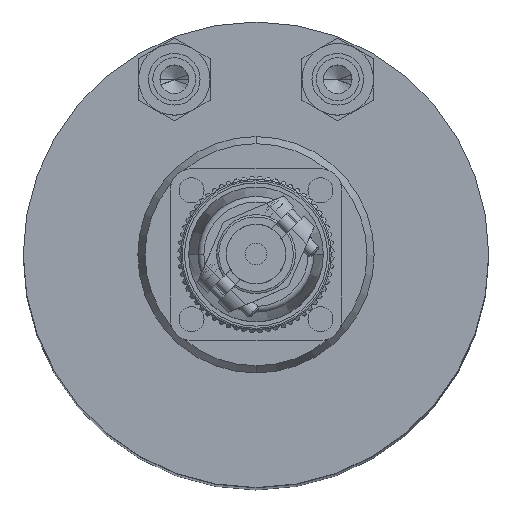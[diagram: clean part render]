
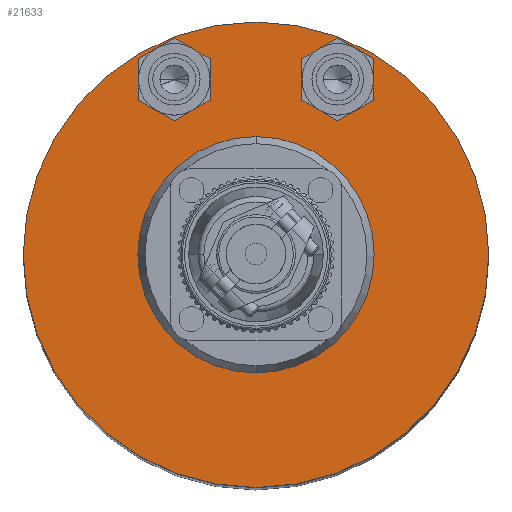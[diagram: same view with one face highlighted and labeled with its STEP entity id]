
A CAD part, top view. The second image highlights one B-rep face of the part: STEP entity #21633.
In plain terms, the highlighted planar face has unit normal (0, 0, 1).
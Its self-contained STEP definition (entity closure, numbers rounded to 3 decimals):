
#52 = DIRECTION ( 'NONE',  ( 1., 0., 0. ) ) ;
#511 = CIRCLE ( 'NONE', #35941, 3.4 ) ;
#782 = CARTESIAN_POINT ( 'NONE',  ( 8.011, 24.47, 26. ) ) ;
#986 = FACE_BOUND ( 'NONE', #24555, .T. ) ;
#1505 = AXIS2_PLACEMENT_3D ( 'NONE', #21963, #33261, #30611 ) ;
#1912 = ORIENTED_EDGE ( 'NONE', *, *, #26139, .T. ) ;
#1955 = EDGE_LOOP ( 'NONE', ( #17178, #20143 ) ) ;
#2062 = DIRECTION ( 'NONE',  ( 0., 0., -1. ) ) ;
#2401 = DIRECTION ( 'NONE',  ( 1., 0., 0. ) ) ;
#2991 = VERTEX_POINT ( 'NONE', #26787 ) ;
#3144 = EDGE_CURVE ( 'NONE', #25818, #14759, #24802, .T. ) ;
#3633 = DIRECTION ( 'NONE',  ( 0., 0., 1. ) ) ;
#4524 = CARTESIAN_POINT ( 'NONE',  ( -8.011, 24.47, 26. ) ) ;
#5143 = DIRECTION ( 'NONE',  ( 0., 0., 1. ) ) ;
#5150 = AXIS2_PLACEMENT_3D ( 'NONE', #11015, #5143, #13572 ) ;
#5581 = CARTESIAN_POINT ( 'NONE',  ( 11.411, 24.47, 26. ) ) ;
#6529 = VERTEX_POINT ( 'NONE', #12121 ) ;
#6707 = VERTEX_POINT ( 'NONE', #782 ) ;
#6860 = CIRCLE ( 'NONE', #23793, 32.5 ) ;
#8480 = FACE_BOUND ( 'NONE', #20669, .T. ) ;
#8570 = CIRCLE ( 'NONE', #9701, 3.4 ) ;
#9522 = DIRECTION ( 'NONE',  ( 0., 0., -1. ) ) ;
#9701 = AXIS2_PLACEMENT_3D ( 'NONE', #5581, #24761, #2401 ) ;
#9758 = EDGE_CURVE ( 'NONE', #13632, #6529, #13138, .T. ) ;
#9787 = DIRECTION ( 'NONE',  ( 1., 0., 0. ) ) ;
#10319 = CIRCLE ( 'NONE', #35709, 16.5 ) ;
#10600 = AXIS2_PLACEMENT_3D ( 'NONE', #19747, #27871, #25320 ) ;
#11015 = CARTESIAN_POINT ( 'NONE',  ( 11.411, 24.47, 26. ) ) ;
#11851 = ORIENTED_EDGE ( 'NONE', *, *, #9758, .F. ) ;
#12087 = DIRECTION ( 'NONE',  ( 0., 1., 0. ) ) ;
#12121 = CARTESIAN_POINT ( 'NONE',  ( -14.811, 24.47, 26. ) ) ;
#12613 = VERTEX_POINT ( 'NONE', #32182 ) ;
#13138 = CIRCLE ( 'NONE', #29893, 3.4 ) ;
#13572 = DIRECTION ( 'NONE',  ( 1., 0., 0. ) ) ;
#13632 = VERTEX_POINT ( 'NONE', #4524 ) ;
#13769 = EDGE_CURVE ( 'NONE', #28687, #6707, #28890, .T. ) ;
#14115 = DIRECTION ( 'NONE',  ( 0., 0., 1. ) ) ;
#14144 = CARTESIAN_POINT ( 'NONE',  ( 14.811, 24.47, 26. ) ) ;
#14622 = EDGE_LOOP ( 'NONE', ( #11851, #27261 ) ) ;
#14691 = ORIENTED_EDGE ( 'NONE', *, *, #22799, .T. ) ;
#14759 = VERTEX_POINT ( 'NONE', #29920 ) ;
#15103 = PLANE ( 'NONE',  #22859 ) ;
#15573 = ORIENTED_EDGE ( 'NONE', *, *, #30902, .F. ) ;
#15578 = EDGE_CURVE ( 'NONE', #6529, #13632, #511, .T. ) ;
#15862 = CARTESIAN_POINT ( 'NONE',  ( 0., 0., 26. ) ) ;
#16774 = CARTESIAN_POINT ( 'NONE',  ( -11.411, 24.47, 26. ) ) ;
#17124 = DIRECTION ( 'NONE',  ( 0., 0., 1. ) ) ;
#17178 = ORIENTED_EDGE ( 'NONE', *, *, #22366, .F. ) ;
#17790 = CARTESIAN_POINT ( 'NONE',  ( 0., 0., 26. ) ) ;
#19747 = CARTESIAN_POINT ( 'NONE',  ( 0., 0., 26. ) ) ;
#20143 = ORIENTED_EDGE ( 'NONE', *, *, #3144, .F. ) ;
#20255 = CARTESIAN_POINT ( 'NONE',  ( -11.411, 24.47, 26. ) ) ;
#20669 = EDGE_LOOP ( 'NONE', ( #14691, #1912 ) ) ;
#21633 = ADVANCED_FACE ( 'NONE', ( #26260, #986, #28850, #8480 ), #15103, .T. ) ;
#21963 = CARTESIAN_POINT ( 'NONE',  ( 0., 0., 26. ) ) ;
#22366 = EDGE_CURVE ( 'NONE', #14759, #25818, #6860, .T. ) ;
#22799 = EDGE_CURVE ( 'NONE', #12613, #2991, #10319, .T. ) ;
#22859 = AXIS2_PLACEMENT_3D ( 'NONE', #17790, #3633, #9787 ) ;
#23793 = AXIS2_PLACEMENT_3D ( 'NONE', #15862, #2062, #35281 ) ;
#24555 = EDGE_LOOP ( 'NONE', ( #24772, #15573 ) ) ;
#24761 = DIRECTION ( 'NONE',  ( 0., 0., 1. ) ) ;
#24772 = ORIENTED_EDGE ( 'NONE', *, *, #13769, .F. ) ;
#24802 = CIRCLE ( 'NONE', #10600, 32.5 ) ;
#25320 = DIRECTION ( 'NONE',  ( -1., 0., 0. ) ) ;
#25649 = CARTESIAN_POINT ( 'NONE',  ( 0., 0., 26. ) ) ;
#25698 = CIRCLE ( 'NONE', #1505, 16.5 ) ;
#25818 = VERTEX_POINT ( 'NONE', #26592 ) ;
#26139 = EDGE_CURVE ( 'NONE', #2991, #12613, #25698, .T. ) ;
#26260 = FACE_BOUND ( 'NONE', #14622, .T. ) ;
#26592 = CARTESIAN_POINT ( 'NONE',  ( 32.5, 0., 26. ) ) ;
#26787 = CARTESIAN_POINT ( 'NONE',  ( 0., -16.5, 26. ) ) ;
#27261 = ORIENTED_EDGE ( 'NONE', *, *, #15578, .F. ) ;
#27871 = DIRECTION ( 'NONE',  ( 0., 0., -1. ) ) ;
#28031 = DIRECTION ( 'NONE',  ( 1., 0., 0. ) ) ;
#28687 = VERTEX_POINT ( 'NONE', #14144 ) ;
#28850 = FACE_OUTER_BOUND ( 'NONE', #1955, .T. ) ;
#28890 = CIRCLE ( 'NONE', #5150, 3.4 ) ;
#29893 = AXIS2_PLACEMENT_3D ( 'NONE', #20255, #17124, #28031 ) ;
#29920 = CARTESIAN_POINT ( 'NONE',  ( -32.5, 0., 26. ) ) ;
#30611 = DIRECTION ( 'NONE',  ( 0., 1., 0. ) ) ;
#30902 = EDGE_CURVE ( 'NONE', #6707, #28687, #8570, .T. ) ;
#32182 = CARTESIAN_POINT ( 'NONE',  ( 0., 16.5, 26. ) ) ;
#33261 = DIRECTION ( 'NONE',  ( 0., 0., -1. ) ) ;
#35281 = DIRECTION ( 'NONE',  ( -1., 0., 0. ) ) ;
#35709 = AXIS2_PLACEMENT_3D ( 'NONE', #25649, #9522, #12087 ) ;
#35941 = AXIS2_PLACEMENT_3D ( 'NONE', #16774, #14115, #52 ) ;
